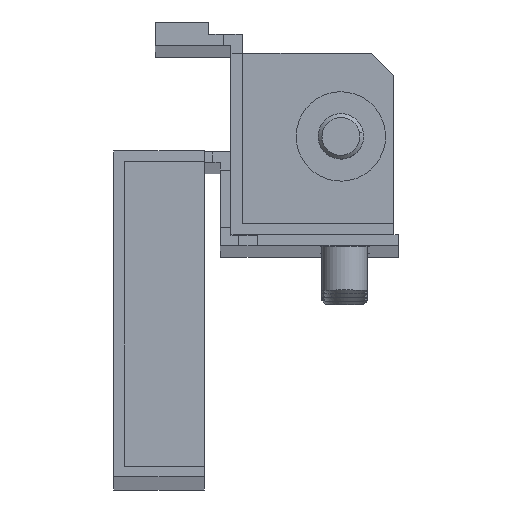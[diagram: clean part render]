
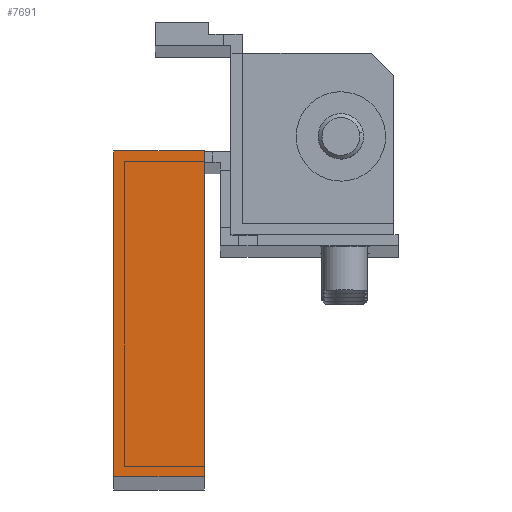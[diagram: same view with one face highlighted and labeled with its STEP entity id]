
A CAD part, top view. The second image highlights one B-rep face of the part: STEP entity #7691.
In plain terms, the highlighted planar face has unit normal (0, 0, 1).
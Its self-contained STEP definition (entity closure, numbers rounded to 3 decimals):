
#619 = PLANE ( 'NONE',  #8008 ) ;
#637 = LINE ( 'NONE', #3882, #6051 ) ;
#1040 = EDGE_CURVE ( 'NONE', #1054, #1905, #6845, .T. ) ;
#1054 = VERTEX_POINT ( 'NONE', #6920 ) ;
#1542 = CARTESIAN_POINT ( 'NONE',  ( -25.6, -38.6, 0. ) ) ;
#1646 = DIRECTION ( 'NONE',  ( 1., 0., 0. ) ) ;
#1827 = VECTOR ( 'NONE', #6148, 1000. ) ;
#1905 = VERTEX_POINT ( 'NONE', #4234 ) ;
#2202 = DIRECTION ( 'NONE',  ( 0., 1., 0. ) ) ;
#2292 = EDGE_LOOP ( 'NONE', ( #3820, #6520, #6044, #3530 ) ) ;
#3032 = VECTOR ( 'NONE', #2202, 1000. ) ;
#3282 = DIRECTION ( 'NONE',  ( 1., 0., 0. ) ) ;
#3319 = CARTESIAN_POINT ( 'NONE',  ( -25.6, -17.1, 0. ) ) ;
#3530 = ORIENTED_EDGE ( 'NONE', *, *, #3643, .F. ) ;
#3626 = CARTESIAN_POINT ( 'NONE',  ( -36.2, -38.6, 0. ) ) ;
#3643 = EDGE_CURVE ( 'NONE', #1054, #4410, #637, .T. ) ;
#3820 = ORIENTED_EDGE ( 'NONE', *, *, #1040, .T. ) ;
#3882 = CARTESIAN_POINT ( 'NONE',  ( -39.59, -17.1, 0. ) ) ;
#4130 = CARTESIAN_POINT ( 'NONE',  ( -25.6, -60.1, 0. ) ) ;
#4234 = CARTESIAN_POINT ( 'NONE',  ( -37.6, -60.1, 0. ) ) ;
#4410 = VERTEX_POINT ( 'NONE', #3319 ) ;
#4564 = VERTEX_POINT ( 'NONE', #4130 ) ;
#4761 = EDGE_CURVE ( 'NONE', #1905, #4564, #4941, .T. ) ;
#4941 = LINE ( 'NONE', #7406, #5953 ) ;
#5444 = DIRECTION ( 'NONE',  ( -1., 0., 0. ) ) ;
#5953 = VECTOR ( 'NONE', #1646, 1000. ) ;
#6044 = ORIENTED_EDGE ( 'NONE', *, *, #7124, .T. ) ;
#6051 = VECTOR ( 'NONE', #3282, 1000. ) ;
#6148 = DIRECTION ( 'NONE',  ( 0., -1., 0. ) ) ;
#6520 = ORIENTED_EDGE ( 'NONE', *, *, #4761, .T. ) ;
#6793 = DIRECTION ( 'NONE',  ( 0., 0., -1. ) ) ;
#6845 = LINE ( 'NONE', #7494, #1827 ) ;
#6920 = CARTESIAN_POINT ( 'NONE',  ( -37.6, -17.1, 0. ) ) ;
#7124 = EDGE_CURVE ( 'NONE', #4564, #4410, #7830, .T. ) ;
#7406 = CARTESIAN_POINT ( 'NONE',  ( -39.59, -60.1, 0. ) ) ;
#7494 = CARTESIAN_POINT ( 'NONE',  ( -37.6, -38.6, 0. ) ) ;
#7691 = ADVANCED_FACE ( 'NONE', ( #8050 ), #619, .F. ) ;
#7830 = LINE ( 'NONE', #1542, #3032 ) ;
#8008 = AXIS2_PLACEMENT_3D ( 'NONE', #3626, #6793, #5444 ) ;
#8050 = FACE_OUTER_BOUND ( 'NONE', #2292, .T. ) ;
